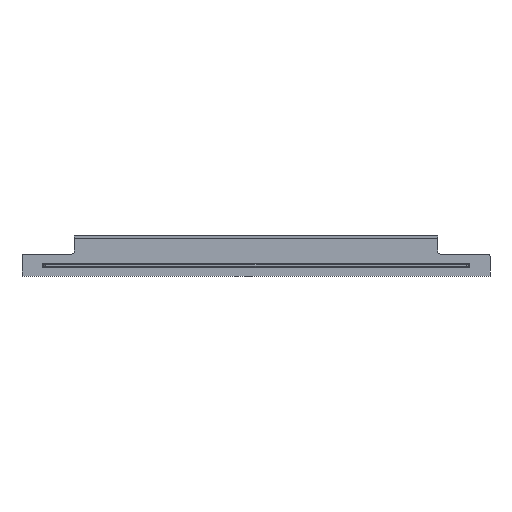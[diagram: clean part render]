
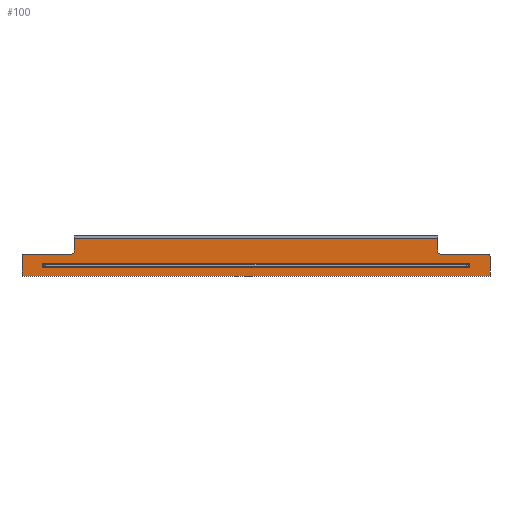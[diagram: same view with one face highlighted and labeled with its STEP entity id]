
A CAD part, front view. The second image highlights one B-rep face of the part: STEP entity #100.
In plain terms, the highlighted planar face has unit normal (0, -1, 0).
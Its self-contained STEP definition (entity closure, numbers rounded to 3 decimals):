
#9 = DIRECTION ( 'NONE',  ( 0., 0., 1. ) ) ;
#68 = ORIENTED_EDGE ( 'NONE', *, *, #865, .T. ) ;
#75 = EDGE_CURVE ( 'NONE', #621, #196, #321, .T. ) ;
#87 = VERTEX_POINT ( 'NONE', #1861 ) ;
#94 = CARTESIAN_POINT ( 'NONE',  ( 221., 9.3, 8.75 ) ) ;
#99 = LINE ( 'NONE', #1692, #1870 ) ;
#100 = ADVANCED_FACE ( 'NONE', ( #971, #771 ), #156, .F. ) ;
#117 = CIRCLE ( 'NONE', #1883, 2. ) ;
#121 = VERTEX_POINT ( 'NONE', #1746 ) ;
#128 = CARTESIAN_POINT ( 'NONE',  ( 203., 9.3, -0.7 ) ) ;
#131 = VERTEX_POINT ( 'NONE', #2031 ) ;
#142 = LINE ( 'NONE', #409, #1053 ) ;
#145 = CARTESIAN_POINT ( 'NONE',  ( 173., 9.3, 25.45 ) ) ;
#156 = PLANE ( 'NONE',  #1162 ) ;
#159 = CARTESIAN_POINT ( 'NONE',  ( 223., 9.3, 10.75 ) ) ;
#161 = VERTEX_POINT ( 'NONE', #172 ) ;
#172 = CARTESIAN_POINT ( 'NONE',  ( -173., 9.3, 13.75 ) ) ;
#196 = VERTEX_POINT ( 'NONE', #1410 ) ;
#197 = DIRECTION ( 'NONE',  ( 0., 0., 1. ) ) ;
#217 = ORIENTED_EDGE ( 'NONE', *, *, #1830, .T. ) ;
#233 = VECTOR ( 'NONE', #360, 1000. ) ;
#256 = CARTESIAN_POINT ( 'NONE',  ( -173., 9.3, 25.45 ) ) ;
#284 = CARTESIAN_POINT ( 'NONE',  ( -176., 9.3, 10.75 ) ) ;
#289 = DIRECTION ( 'NONE',  ( -1., 0., 0. ) ) ;
#301 = CARTESIAN_POINT ( 'NONE',  ( 223., 9.3, -10.25 ) ) ;
#321 = LINE ( 'NONE', #145, #1092 ) ;
#337 = CARTESIAN_POINT ( 'NONE',  ( -203., 9.3, -10.25 ) ) ;
#346 = VECTOR ( 'NONE', #1419, 1000. ) ;
#360 = DIRECTION ( 'NONE',  ( 0., 0., 1. ) ) ;
#362 = AXIS2_PLACEMENT_3D ( 'NONE', #816, #1935, #531 ) ;
#394 = CIRCLE ( 'NONE', #560, 3. ) ;
#403 = LINE ( 'NONE', #415, #1623 ) ;
#409 = CARTESIAN_POINT ( 'NONE',  ( 223., 9.3, -0.7 ) ) ;
#415 = CARTESIAN_POINT ( 'NONE',  ( 223., 9.3, 25.45 ) ) ;
#431 = CARTESIAN_POINT ( 'NONE',  ( -221., 9.3, 10.75 ) ) ;
#442 = ORIENTED_EDGE ( 'NONE', *, *, #1006, .T. ) ;
#450 = EDGE_CURVE ( 'NONE', #1016, #621, #2037, .T. ) ;
#468 = ORIENTED_EDGE ( 'NONE', *, *, #580, .F. ) ;
#502 = DIRECTION ( 'NONE',  ( 0., 1., 0. ) ) ;
#525 = ORIENTED_EDGE ( 'NONE', *, *, #1466, .T. ) ;
#531 = DIRECTION ( 'NONE',  ( 0., 0., 1. ) ) ;
#538 = EDGE_CURVE ( 'NONE', #698, #643, #1844, .T. ) ;
#555 = ORIENTED_EDGE ( 'NONE', *, *, #75, .T. ) ;
#560 = AXIS2_PLACEMENT_3D ( 'NONE', #1562, #502, #197 ) ;
#567 = LINE ( 'NONE', #256, #1809 ) ;
#574 = VECTOR ( 'NONE', #1729, 1000. ) ;
#580 = EDGE_CURVE ( 'NONE', #1283, #1930, #142, .T. ) ;
#581 = DIRECTION ( 'NONE',  ( 0., 0., 1. ) ) ;
#595 = EDGE_CURVE ( 'NONE', #121, #1415, #99, .T. ) ;
#621 = VERTEX_POINT ( 'NONE', #1199 ) ;
#643 = VERTEX_POINT ( 'NONE', #431 ) ;
#656 = DIRECTION ( 'NONE',  ( 0., 1., 0. ) ) ;
#672 = CARTESIAN_POINT ( 'NONE',  ( 223., 9.3, -0.7 ) ) ;
#679 = LINE ( 'NONE', #672, #574 ) ;
#697 = ORIENTED_EDGE ( 'NONE', *, *, #1442, .T. ) ;
#698 = VERTEX_POINT ( 'NONE', #284 ) ;
#708 = EDGE_LOOP ( 'NONE', ( #468, #525, #847, #1129, #555, #697, #442, #68, #1878, #1839, #1995, #949 ) ) ;
#717 = EDGE_CURVE ( 'NONE', #1930, #1341, #1508, .T. ) ;
#726 = CARTESIAN_POINT ( 'NONE',  ( 223., 9.3, 10.75 ) ) ;
#771 = FACE_OUTER_BOUND ( 'NONE', #708, .T. ) ;
#776 = EDGE_CURVE ( 'NONE', #643, #1449, #1638, .T. ) ;
#798 = VERTEX_POINT ( 'NONE', #128 ) ;
#810 = ORIENTED_EDGE ( 'NONE', *, *, #595, .F. ) ;
#816 = CARTESIAN_POINT ( 'NONE',  ( 176., 9.3, 13.75 ) ) ;
#827 = CARTESIAN_POINT ( 'NONE',  ( 223., 9.3, -10.25 ) ) ;
#847 = ORIENTED_EDGE ( 'NONE', *, *, #1774, .T. ) ;
#865 = EDGE_CURVE ( 'NONE', #161, #698, #394, .T. ) ;
#880 = DIRECTION ( 'NONE',  ( 0., 0., -1. ) ) ;
#884 = DIRECTION ( 'NONE',  ( 0., -1., 0. ) ) ;
#899 = DIRECTION ( 'NONE',  ( -1., 0., 0. ) ) ;
#912 = AXIS2_PLACEMENT_3D ( 'NONE', #1533, #1703, #581 ) ;
#922 = VECTOR ( 'NONE', #1020, 1000. ) ;
#945 = EDGE_CURVE ( 'NONE', #798, #121, #1181, .T. ) ;
#949 = ORIENTED_EDGE ( 'NONE', *, *, #717, .F. ) ;
#971 = FACE_BOUND ( 'NONE', #1088, .T. ) ;
#1006 = EDGE_CURVE ( 'NONE', #87, #161, #567, .T. ) ;
#1016 = VERTEX_POINT ( 'NONE', #1506 ) ;
#1020 = DIRECTION ( 'NONE',  ( 0., 0., -1. ) ) ;
#1023 = DIRECTION ( 'NONE',  ( -1., 0., 0. ) ) ;
#1043 = DIRECTION ( 'NONE',  ( -1., 0., 0. ) ) ;
#1053 = VECTOR ( 'NONE', #880, 1000. ) ;
#1055 = VECTOR ( 'NONE', #1596, 1000. ) ;
#1088 = EDGE_LOOP ( 'NONE', ( #1424, #217, #1206, #810 ) ) ;
#1092 = VECTOR ( 'NONE', #9, 1000. ) ;
#1129 = ORIENTED_EDGE ( 'NONE', *, *, #450, .T. ) ;
#1140 = EDGE_CURVE ( 'NONE', #1449, #1341, #1807, .T. ) ;
#1162 = AXIS2_PLACEMENT_3D ( 'NONE', #1425, #656, #1437 ) ;
#1181 = LINE ( 'NONE', #1305, #233 ) ;
#1190 = DIRECTION ( 'NONE',  ( 0., 0., -1. ) ) ;
#1199 = CARTESIAN_POINT ( 'NONE',  ( 173., 9.3, 13.75 ) ) ;
#1206 = ORIENTED_EDGE ( 'NONE', *, *, #1832, .T. ) ;
#1283 = VERTEX_POINT ( 'NONE', #1787 ) ;
#1300 = LINE ( 'NONE', #337, #1055 ) ;
#1305 = CARTESIAN_POINT ( 'NONE',  ( 203., 9.3, -10.25 ) ) ;
#1341 = VERTEX_POINT ( 'NONE', #1639 ) ;
#1345 = CARTESIAN_POINT ( 'NONE',  ( -223., 9.3, 8.75 ) ) ;
#1409 = LINE ( 'NONE', #159, #346 ) ;
#1410 = CARTESIAN_POINT ( 'NONE',  ( 173., 9.3, 25.45 ) ) ;
#1415 = VERTEX_POINT ( 'NONE', #1491 ) ;
#1419 = DIRECTION ( 'NONE',  ( -1., 0., 0. ) ) ;
#1424 = ORIENTED_EDGE ( 'NONE', *, *, #945, .F. ) ;
#1425 = CARTESIAN_POINT ( 'NONE',  ( 223., 9.3, 25.45 ) ) ;
#1437 = DIRECTION ( 'NONE',  ( 0., 0., 1. ) ) ;
#1441 = VECTOR ( 'NONE', #1043, 1000. ) ;
#1442 = EDGE_CURVE ( 'NONE', #196, #87, #403, .T. ) ;
#1449 = VERTEX_POINT ( 'NONE', #1345 ) ;
#1466 = EDGE_CURVE ( 'NONE', #1283, #131, #117, .T. ) ;
#1491 = CARTESIAN_POINT ( 'NONE',  ( -203., 9.3, 0.7 ) ) ;
#1506 = CARTESIAN_POINT ( 'NONE',  ( 176., 9.3, 10.75 ) ) ;
#1508 = LINE ( 'NONE', #301, #1441 ) ;
#1533 = CARTESIAN_POINT ( 'NONE',  ( -221., 9.3, 8.75 ) ) ;
#1562 = CARTESIAN_POINT ( 'NONE',  ( -176., 9.3, 13.75 ) ) ;
#1596 = DIRECTION ( 'NONE',  ( 0., 0., 1. ) ) ;
#1623 = VECTOR ( 'NONE', #1023, 1000. ) ;
#1638 = CIRCLE ( 'NONE', #912, 2. ) ;
#1639 = CARTESIAN_POINT ( 'NONE',  ( -223., 9.3, -10.25 ) ) ;
#1692 = CARTESIAN_POINT ( 'NONE',  ( 223., 9.3, 0.7 ) ) ;
#1703 = DIRECTION ( 'NONE',  ( 0., -1., 0. ) ) ;
#1729 = DIRECTION ( 'NONE',  ( -1., 0., 0. ) ) ;
#1732 = VERTEX_POINT ( 'NONE', #1989 ) ;
#1746 = CARTESIAN_POINT ( 'NONE',  ( 203., 9.3, 0.7 ) ) ;
#1774 = EDGE_CURVE ( 'NONE', #131, #1016, #1409, .T. ) ;
#1787 = CARTESIAN_POINT ( 'NONE',  ( 223., 9.3, 8.75 ) ) ;
#1807 = LINE ( 'NONE', #1952, #922 ) ;
#1809 = VECTOR ( 'NONE', #1190, 1000. ) ;
#1830 = EDGE_CURVE ( 'NONE', #798, #1732, #679, .T. ) ;
#1832 = EDGE_CURVE ( 'NONE', #1732, #1415, #1300, .T. ) ;
#1839 = ORIENTED_EDGE ( 'NONE', *, *, #776, .T. ) ;
#1844 = LINE ( 'NONE', #726, #1942 ) ;
#1861 = CARTESIAN_POINT ( 'NONE',  ( -173., 9.3, 25.45 ) ) ;
#1870 = VECTOR ( 'NONE', #289, 1000. ) ;
#1878 = ORIENTED_EDGE ( 'NONE', *, *, #538, .T. ) ;
#1883 = AXIS2_PLACEMENT_3D ( 'NONE', #94, #884, #1986 ) ;
#1930 = VERTEX_POINT ( 'NONE', #827 ) ;
#1935 = DIRECTION ( 'NONE',  ( 0., 1., 0. ) ) ;
#1942 = VECTOR ( 'NONE', #899, 1000. ) ;
#1952 = CARTESIAN_POINT ( 'NONE',  ( -223., 9.3, -0.7 ) ) ;
#1986 = DIRECTION ( 'NONE',  ( 0., 0., 1. ) ) ;
#1989 = CARTESIAN_POINT ( 'NONE',  ( -203., 9.3, -0.7 ) ) ;
#1995 = ORIENTED_EDGE ( 'NONE', *, *, #1140, .T. ) ;
#2031 = CARTESIAN_POINT ( 'NONE',  ( 221., 9.3, 10.75 ) ) ;
#2037 = CIRCLE ( 'NONE', #362, 3. ) ;
